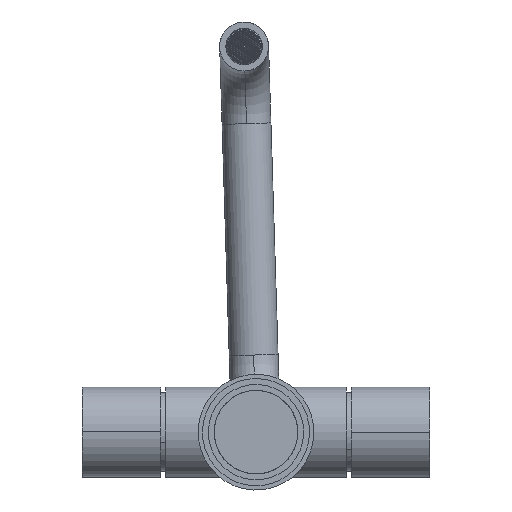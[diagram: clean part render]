
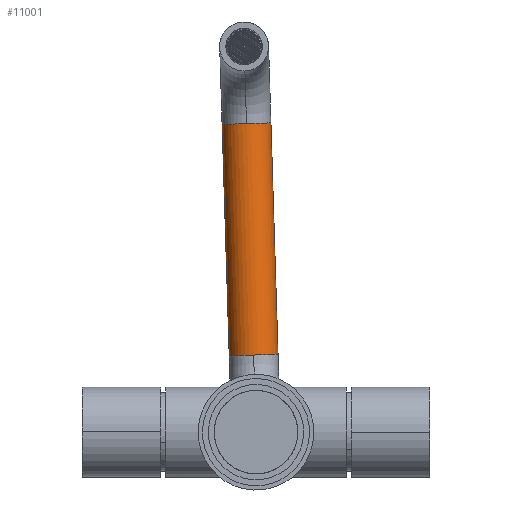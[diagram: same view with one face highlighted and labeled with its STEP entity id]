
A CAD part, front view. The second image highlights one B-rep face of the part: STEP entity #11001.
In plain terms, the highlighted cylindrical face has radius 9.5 mm (diameter 19 mm), a partial arc.
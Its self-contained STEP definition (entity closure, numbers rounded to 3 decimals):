
#2222 = DIRECTION ( 'NONE',  ( -0.031, 0., 1. ) ) ;
#3241 = CARTESIAN_POINT ( 'NONE',  ( -3.693, 173.02, 119.943 ) ) ;
#7202 = CARTESIAN_POINT ( 'NONE',  ( -0.923, 173.02, 29.986 ) ) ;
#7660 = VERTEX_POINT ( 'NONE', #69384 ) ;
#10460 = EDGE_CURVE ( 'NONE', #91227, #80519, #45926, .T. ) ;
#11001 = ADVANCED_FACE ( 'NONE', ( #67646 ), #35663, .T. ) ;
#11234 = ORIENTED_EDGE ( 'NONE', *, *, #70552, .T. ) ;
#15106 = DIRECTION ( 'NONE',  ( 1., 0., 0.031 ) ) ;
#19265 = VECTOR ( 'NONE', #26599, 1000. ) ;
#20706 = CIRCLE ( 'NONE', #73436, 9.5 ) ;
#26599 = DIRECTION ( 'NONE',  ( -0.031, 0., 1. ) ) ;
#27118 = EDGE_CURVE ( 'NONE', #72396, #7660, #38278, .T. ) ;
#28541 = DIRECTION ( 'NONE',  ( -0.031, 0., 1. ) ) ;
#28613 = ORIENTED_EDGE ( 'NONE', *, *, #10460, .F. ) ;
#29502 = DIRECTION ( 'NONE',  ( 1., 0., 0.031 ) ) ;
#34121 = VERTEX_POINT ( 'NONE', #78952 ) ;
#34263 = DIRECTION ( 'NONE',  ( -0.031, 0., 1. ) ) ;
#35255 = DIRECTION ( 'NONE',  ( 1., 0., 0.031 ) ) ;
#35663 = CYLINDRICAL_SURFACE ( 'NONE', #93776, 9.5 ) ;
#36329 = CARTESIAN_POINT ( 'NONE',  ( -10.419, 173.02, 29.693 ) ) ;
#38152 = DIRECTION ( 'NONE',  ( -0.031, 0., 1. ) ) ;
#38278 = LINE ( 'NONE', #38779, #79328 ) ;
#38779 = CARTESIAN_POINT ( 'NONE',  ( 8.572, 173.02, 30.278 ) ) ;
#45926 = CIRCLE ( 'NONE', #65097, 9.5 ) ;
#45957 = ORIENTED_EDGE ( 'NONE', *, *, #75020, .F. ) ;
#47130 = CARTESIAN_POINT ( 'NONE',  ( -0.923, 173.02, 29.986 ) ) ;
#52701 = EDGE_CURVE ( 'NONE', #34121, #72396, #20706, .T. ) ;
#53891 = CIRCLE ( 'NONE', #74635, 9.5 ) ;
#56646 = CARTESIAN_POINT ( 'NONE',  ( -10.419, 173.02, 29.693 ) ) ;
#58981 = ORIENTED_EDGE ( 'NONE', *, *, #84153, .F. ) ;
#59526 = AXIS2_PLACEMENT_3D ( 'NONE', #3241, #2222, #93512 ) ;
#61177 = DIRECTION ( 'NONE',  ( 1., 0., 0.031 ) ) ;
#62614 = ORIENTED_EDGE ( 'NONE', *, *, #52701, .T. ) ;
#65097 = AXIS2_PLACEMENT_3D ( 'NONE', #88890, #28541, #29502 ) ;
#67646 = FACE_OUTER_BOUND ( 'NONE', #84501, .T. ) ;
#69384 = CARTESIAN_POINT ( 'NONE',  ( 5.803, 173.02, 120.236 ) ) ;
#70552 = EDGE_CURVE ( 'NONE', #91512, #34121, #53891, .T. ) ;
#72396 = VERTEX_POINT ( 'NONE', #97568 ) ;
#73436 = AXIS2_PLACEMENT_3D ( 'NONE', #47130, #38152, #61177 ) ;
#74635 = AXIS2_PLACEMENT_3D ( 'NONE', #96079, #34263, #35255 ) ;
#74923 = CARTESIAN_POINT ( 'NONE',  ( -13.188, 173.02, 119.651 ) ) ;
#75020 = EDGE_CURVE ( 'NONE', #80519, #7660, #89689, .T. ) ;
#76887 = ORIENTED_EDGE ( 'NONE', *, *, #27118, .T. ) ;
#78952 = CARTESIAN_POINT ( 'NONE',  ( -0.923, 163.52, 29.986 ) ) ;
#79328 = VECTOR ( 'NONE', #84199, 1000. ) ;
#80069 = LINE ( 'NONE', #56646, #19265 ) ;
#80519 = VERTEX_POINT ( 'NONE', #94524 ) ;
#84153 = EDGE_CURVE ( 'NONE', #91512, #91227, #80069, .T. ) ;
#84199 = DIRECTION ( 'NONE',  ( -0.031, 0., 1. ) ) ;
#84501 = EDGE_LOOP ( 'NONE', ( #58981, #11234, #62614, #76887, #45957, #28613 ) ) ;
#88890 = CARTESIAN_POINT ( 'NONE',  ( -3.693, 173.02, 119.943 ) ) ;
#89689 = CIRCLE ( 'NONE', #59526, 9.5 ) ;
#91227 = VERTEX_POINT ( 'NONE', #74923 ) ;
#91512 = VERTEX_POINT ( 'NONE', #36329 ) ;
#93512 = DIRECTION ( 'NONE',  ( 1., 0., 0.031 ) ) ;
#93776 = AXIS2_PLACEMENT_3D ( 'NONE', #7202, #97445, #15106 ) ;
#94524 = CARTESIAN_POINT ( 'NONE',  ( -3.693, 163.52, 119.943 ) ) ;
#96079 = CARTESIAN_POINT ( 'NONE',  ( -0.923, 173.02, 29.986 ) ) ;
#97445 = DIRECTION ( 'NONE',  ( -0.031, 0., 1. ) ) ;
#97568 = CARTESIAN_POINT ( 'NONE',  ( 8.572, 173.02, 30.278 ) ) ;
